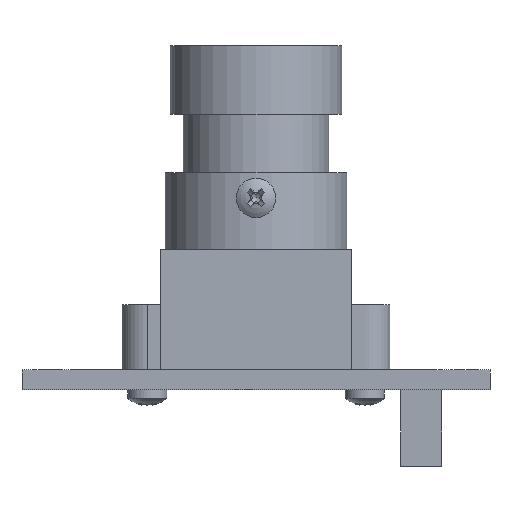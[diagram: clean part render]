
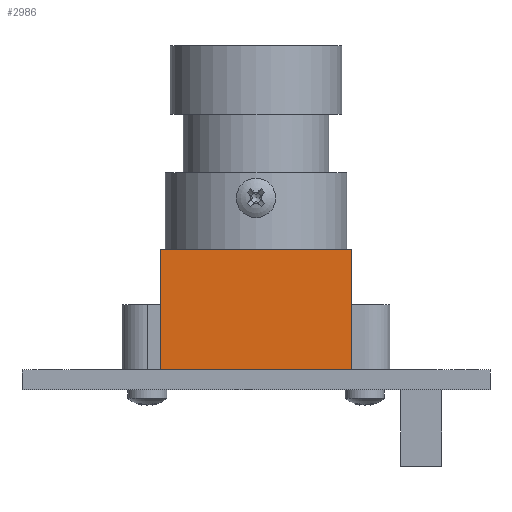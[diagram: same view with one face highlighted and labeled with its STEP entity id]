
A CAD part, front view. The second image highlights one B-rep face of the part: STEP entity #2986.
In plain terms, the highlighted planar face has unit normal (0, -1, 0).
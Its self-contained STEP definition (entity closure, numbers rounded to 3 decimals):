
#1844 = VERTEX_POINT('',#1845);
#1845 = CARTESIAN_POINT('',(7.8,-7.8,0.));
#1851 = EDGE_CURVE('',#1852,#1844,#1854,.T.);
#1852 = VERTEX_POINT('',#1853);
#1853 = CARTESIAN_POINT('',(-7.8,-7.8,0.));
#1854 = LINE('',#1855,#1856);
#1855 = CARTESIAN_POINT('',(-7.8,-7.8,0.));
#1856 = VECTOR('',#1857,1.);
#1857 = DIRECTION('',(1.,0.,0.));
#2944 = VERTEX_POINT('',#2945);
#2945 = CARTESIAN_POINT('',(-7.8,-7.8,9.8));
#2951 = EDGE_CURVE('',#1852,#2944,#2952,.T.);
#2952 = LINE('',#2953,#2954);
#2953 = CARTESIAN_POINT('',(-7.8,-7.8,0.));
#2954 = VECTOR('',#2955,1.);
#2955 = DIRECTION('',(0.,0.,1.));
#2986 = ADVANCED_FACE('',(#2987),#3005,.F.);
#2987 = FACE_BOUND('',#2988,.F.);
#2988 = EDGE_LOOP('',(#2989,#2990,#2998,#3004));
#2989 = ORIENTED_EDGE('',*,*,#2951,.T.);
#2990 = ORIENTED_EDGE('',*,*,#2991,.T.);
#2991 = EDGE_CURVE('',#2944,#2992,#2994,.T.);
#2992 = VERTEX_POINT('',#2993);
#2993 = CARTESIAN_POINT('',(7.8,-7.8,9.8));
#2994 = LINE('',#2995,#2996);
#2995 = CARTESIAN_POINT('',(-7.8,-7.8,9.8));
#2996 = VECTOR('',#2997,1.);
#2997 = DIRECTION('',(1.,0.,0.));
#2998 = ORIENTED_EDGE('',*,*,#2999,.F.);
#2999 = EDGE_CURVE('',#1844,#2992,#3000,.T.);
#3000 = LINE('',#3001,#3002);
#3001 = CARTESIAN_POINT('',(7.8,-7.8,0.));
#3002 = VECTOR('',#3003,1.);
#3003 = DIRECTION('',(0.,0.,1.));
#3004 = ORIENTED_EDGE('',*,*,#1851,.F.);
#3005 = PLANE('',#3006);
#3006 = AXIS2_PLACEMENT_3D('',#3007,#3008,#3009);
#3007 = CARTESIAN_POINT('',(-7.8,-7.8,0.));
#3008 = DIRECTION('',(0.,1.,0.));
#3009 = DIRECTION('',(1.,0.,0.));
